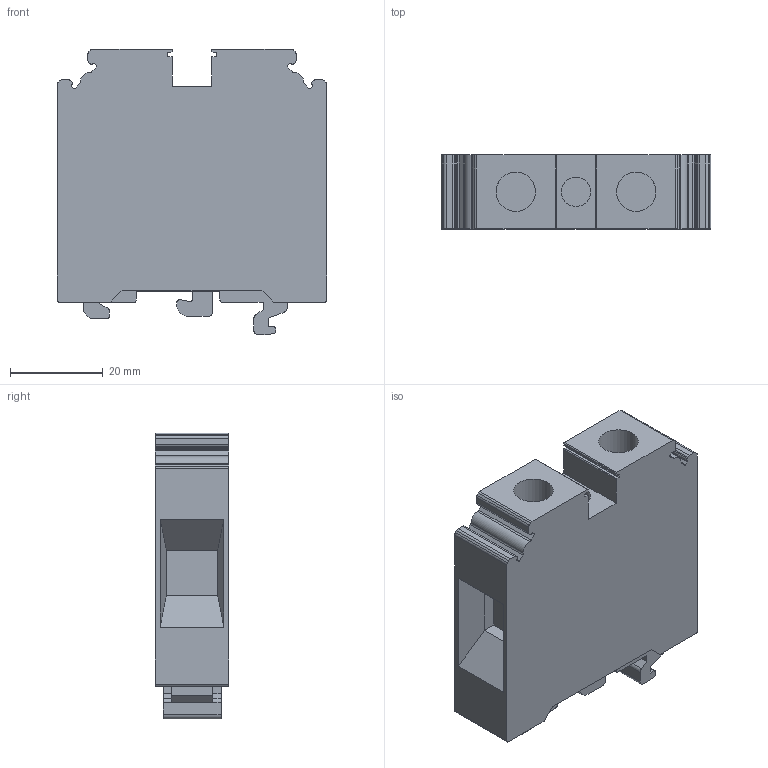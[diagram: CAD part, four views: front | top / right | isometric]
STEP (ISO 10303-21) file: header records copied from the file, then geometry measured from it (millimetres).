
FILE_DESCRIPTION( ( 'Unknown' ), '1' );
FILE_NAME( 'CGT35U.stp', 'Unknown', ( 'Unknown' ), ( 'Unknown' ), 'PSStep 14.0', 'Unknown', ' ' );
FILE_SCHEMA( ( 'AUTOMOTIVE_DESIGN { 1 0 10303 214 1 1 1 1 }' ) );
Length unit declared in the file: millimetre
Products named in the file (1): 1
Bounding box: 58 x 15.9 x 61.5 mm (x, y, z)
Volume: 43208.4 mm3; surface area: 11805.8 mm2
Topology: 1 solids, 1 shells, 168 faces, 470 edges, 311 vertices
Faces by surface type: plane 102, cylinder 66
Full cylindrical faces by diameter (mm): 6.3 x1, 8.5 x2
Entity records: 6748 total; most frequent: CARTESIAN_POINT 945, DIRECTION 938, ORIENTED_EDGE 932, EDGE_CURVE 466, LINE 332, VECTOR 332, VERTEX_POINT 310, AXIS2_PLACEMENT_3D 303
